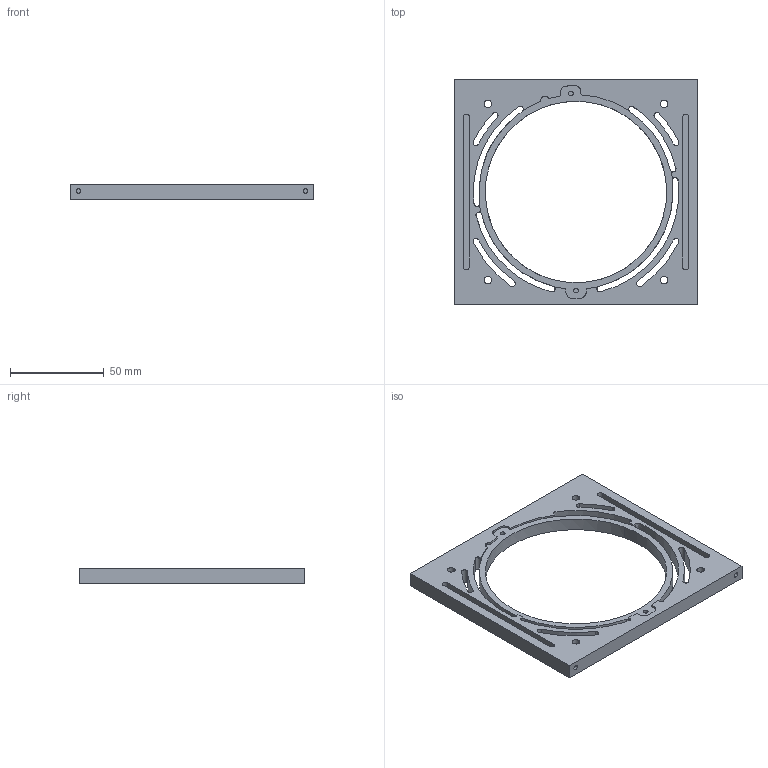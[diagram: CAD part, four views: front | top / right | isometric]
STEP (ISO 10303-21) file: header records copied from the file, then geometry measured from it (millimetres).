
FILE_DESCRIPTION(/* description */ (''),/* implementation_level */ '2;1');
FILE_NAME(/* name */ '230204_OF reMix_Bottom panel',/* time_stamp */ '2023-03-01T11:37:05+01:00',/* author */ (''),/* organization */ (''),/* preprocessor_version */ 'ST-DEVELOPER v16.5',/* originating_system */ 'Rhino 7.27',/* authorisation */ '');
FILE_SCHEMA (('CONFIG_CONTROL_DESIGN'));
Length unit declared in the file: millimetre
Products named in the file (1): Document
Bounding box: 130 x 120.36 x 8 mm (x, y, z)
Volume: 53933.4 mm3; surface area: 28360.2 mm2
Topology: 1 solids, 1 shells, 108 faces, 295 edges, 194 vertices
Faces by surface type: cylinder 61, plane 41, bspline 6
Entity records: 3416 total; most frequent: CARTESIAN_POINT 1514, ORIENTED_EDGE 590, EDGE_CURVE 295, VERTEX_POINT 194, EDGE_LOOP 139, ADVANCED_FACE 108, FACE_OUTER_BOUND 108, DIRECTION 106
